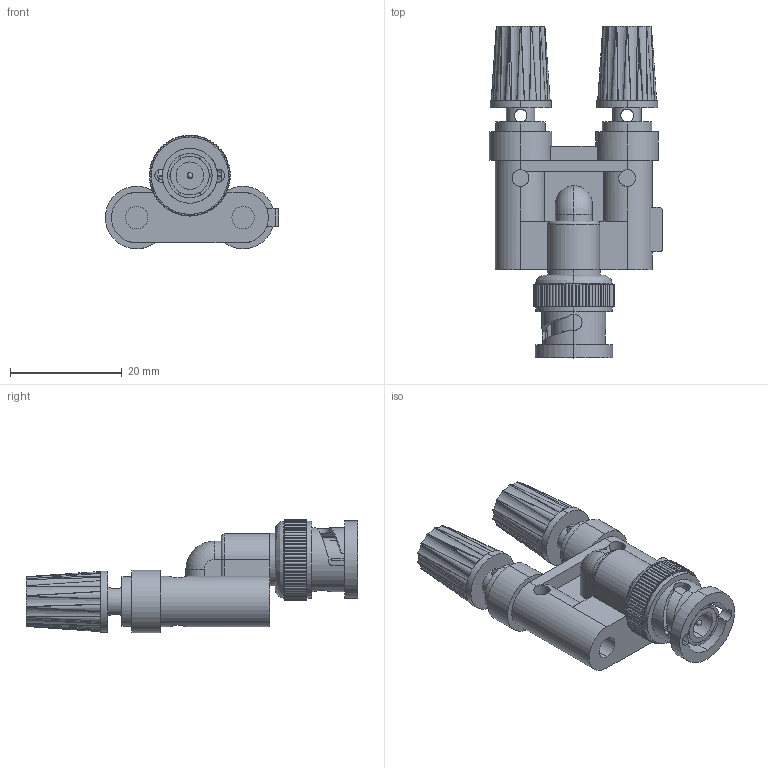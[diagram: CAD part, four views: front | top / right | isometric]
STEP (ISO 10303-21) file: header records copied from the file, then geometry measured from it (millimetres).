
FILE_DESCRIPTION (( 'STEP AP203' ), '1' );
FILE_NAME ('PE9011.step', '2018-04-24T22:49:35', ( '' ), ( '' ), 'SwSTEP 2.0', 'SolidWorks 2017', '' );
FILE_SCHEMA (( 'CONFIG_CONTROL_DESIGN' ));
Length unit declared in the file: inch
Products named in the file (3): Copy of BC2720-MA1^PE9011; Copy of 3AB03-002_with flange^PE9011; PE9011
Assembly tree (2 placements, depth 2):
  PE9011
    Copy of BC2720-MA1^PE9011
    Copy of 3AB03-002_with flange^PE9011
Bounding box: 30.99 x 59.36 x 20.32 mm (x, y, z)
Volume: 8414.9 mm3; surface area: 6946.5 mm2
Topology: 2 solids, 2 shells, 557 faces, 1607 edges, 1060 vertices
Faces by surface type: plane 278, cylinder 199, cone 66, bspline 12, torus 2
Entity records: 20495 total; most frequent: CARTESIAN_POINT 5625, ORIENTED_EDGE 3206, DIRECTION 2903, EDGE_CURVE 1603, VERTEX_POINT 1060, LINE 979, VECTOR 979, AXIS2_PLACEMENT_3D 962
